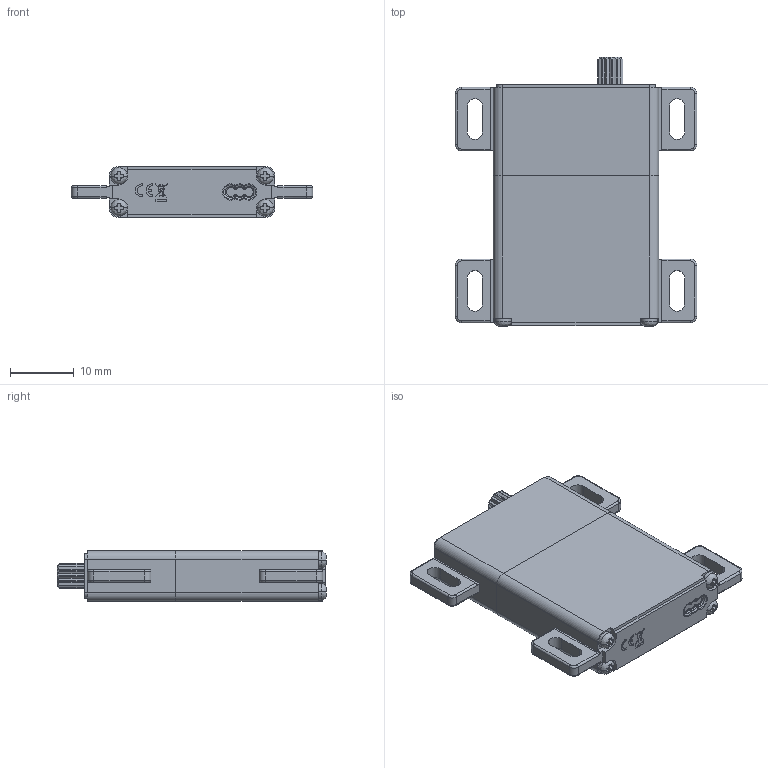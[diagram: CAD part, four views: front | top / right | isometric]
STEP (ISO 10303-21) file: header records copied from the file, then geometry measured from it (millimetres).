
FILE_DESCRIPTION((''),'2;1');
FILE_NAME('221003100001_HS-7115-TOTAL-ASSY_ASM','2016-10-04T',('servo-csw'),(''),'CREO PARAMETRIC BY PTC INC, 2014440','CREO PARAMETRIC BY PTC INC, 2014440','');
FILE_SCHEMA(('CONFIG_CONTROL_DESIGN'));
Length unit declared in the file: millimetre
Products named in the file (6): 120212000367_HS7115TG6; 120212000367_HS7115MG6-ASSY_ASM; 120101010042_HS7115T; 120101030038_HS7115L; 120202000073_18A_CPH_T1_7XL30; 221003100001_HS-7115-TOTAL-ASSY_ASM
Assembly tree (8 placements, depth 3):
  221003100001_HS-7115-TOTAL-ASSY_ASM
    120212000367_HS7115MG6-ASSY_ASM
      120212000367_HS7115TG6
    120101010042_HS7115T
    120101030038_HS7115L
    120202000073_18A_CPH_T1_7XL30  x4
Bounding box: 38 x 42.3 x 8 mm (x, y, z)
Volume: 8319.1 mm3; surface area: 4708.5 mm2
Topology: 7 solids, 7 shells, 685 faces, 1780 edges, 1124 vertices
Faces by surface type: plane 307, cylinder 230, bspline 64, torus 36, cone 28, sphere 20
Entity records: 21205 total; most frequent: CARTESIAN_POINT 5693, ORIENTED_EDGE 2392, DIRECTION 2287, PRESENTATION_STYLE_ASSIGNMENT 1256, STYLED_ITEM 1256, CURVE_STYLE 1196, EDGE_CURVE 1196, AXIS2_PLACEMENT_3D 779
